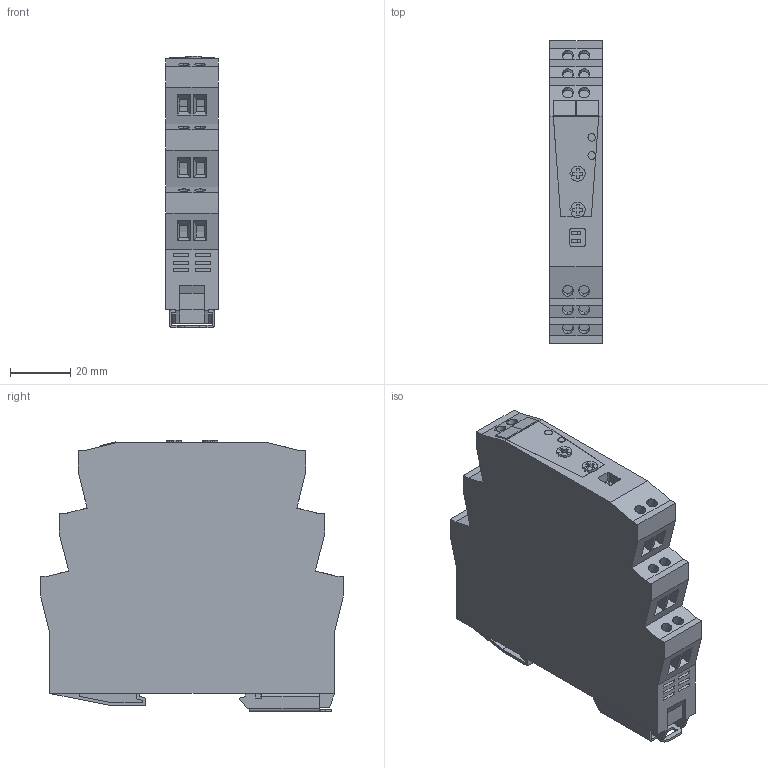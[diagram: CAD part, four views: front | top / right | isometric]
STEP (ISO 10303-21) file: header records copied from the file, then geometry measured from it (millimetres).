
FILE_DESCRIPTION(('CATIA V5R24 STEP','CAx-IF Rec.Pracs.--- Model Styling and Organization---1.2---2011-12-15'),'2;1');
FILE_NAME ('13100542_2', '2018-06-11T13:23:06+00:00', ('Weidmueller Interface'), ('Weidmueller'), 'CATIA Version 5-6 Release 2014 SP4', 'CATIA V5 STEP AP214', 'none');
FILE_SCHEMA(('AUTOMOTIVE_DESIGN { 1 0 10303 214 1 1 1 1 }'));
Length unit declared in the file: millimetre
Products named in the file (1): S3D_EPAK_CMX_VMX_XXX
Bounding box: 17.5 x 100 x 89.9 mm (x, y, z)
Volume: 126323.8 mm3; surface area: 27185.9 mm2
Topology: 11 solids, 11 shells, 580 faces, 1539 edges, 1030 vertices
Faces by surface type: plane 501, cylinder 60, extrusion 19
Entity records: 17565 total; most frequent: CARTESIAN_POINT 3543, ORIENTED_EDGE 3078, DIRECTION 2135, EDGE_CURVE 1539, VECTOR 1376, LINE 1357, VERTEX_POINT 1030, EDGE_LOOP 637
